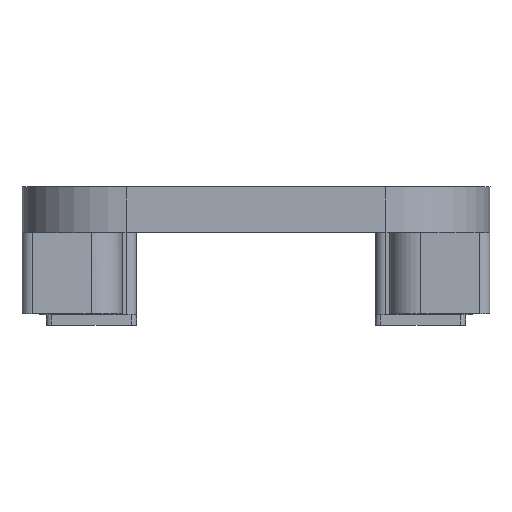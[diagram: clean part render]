
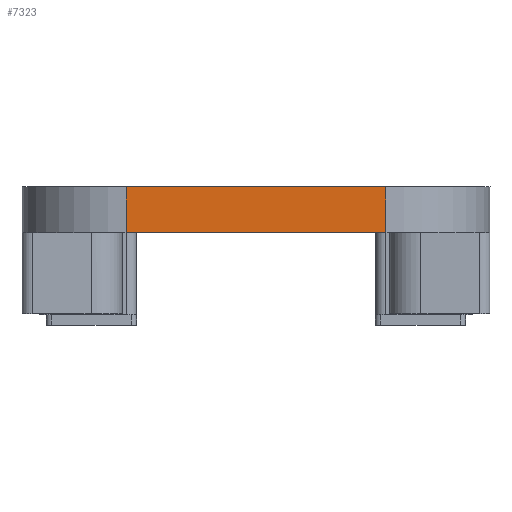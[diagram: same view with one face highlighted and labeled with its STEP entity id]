
A CAD part, top view. The second image highlights one B-rep face of the part: STEP entity #7323.
In plain terms, the highlighted planar face has unit normal (0, 0, 1).
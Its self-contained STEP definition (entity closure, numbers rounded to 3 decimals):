
#1017=FACE_OUTER_BOUND('',#1425,.T.);
#1425=EDGE_LOOP('',(#6711,#6712,#6713,#6714));
#1820=LINE('',#12148,#2491);
#2062=LINE('',#13041,#2733);
#2064=LINE('',#13049,#2735);
#2102=LINE('',#13165,#2773);
#2491=VECTOR('',#9162,10.);
#2733=VECTOR('',#9926,10.);
#2735=VECTOR('',#9936,10.);
#2773=VECTOR('',#10086,10.);
#3251=VERTEX_POINT('',#12144);
#3252=VERTEX_POINT('',#12146);
#3474=VERTEX_POINT('',#13039);
#3476=VERTEX_POINT('',#13047);
#4163=EDGE_CURVE('',#3251,#3252,#1820,.T.);
#4530=EDGE_CURVE('',#3474,#3252,#2062,.F.);
#4534=EDGE_CURVE('',#3476,#3474,#2064,.T.);
#4588=EDGE_CURVE('',#3476,#3251,#2102,.T.);
#6711=ORIENTED_EDGE('',*,*,#4530,.F.);
#6712=ORIENTED_EDGE('',*,*,#4534,.F.);
#6713=ORIENTED_EDGE('',*,*,#4588,.T.);
#6714=ORIENTED_EDGE('',*,*,#4163,.T.);
#6960=PLANE('',#8022);
#7323=ADVANCED_FACE('',(#1017),#6960,.T.);
#8022=AXIS2_PLACEMENT_3D('',#13164,#10084,#10085);
#9162=DIRECTION('',(0.,1.,0.));
#9926=DIRECTION('',(-1.,0.,0.));
#9936=DIRECTION('',(0.,1.,0.));
#10084=DIRECTION('center_axis',(0.,0.,
1.));
#10085=DIRECTION('ref_axis',(1.,0.,0.));
#10086=DIRECTION('',(1.,0.,0.));
#12144=CARTESIAN_POINT('',(32.612,11.1,63.3));
#12146=CARTESIAN_POINT('',(32.612,15.5,63.3));
#12148=CARTESIAN_POINT('',(32.612,12.1,63.3));
#13039=CARTESIAN_POINT('',(7.612,15.5,63.3));
#13041=CARTESIAN_POINT('',(8.699,15.5,63.3));
#13047=CARTESIAN_POINT('',(7.612,11.1,63.3));
#13049=CARTESIAN_POINT('',(7.612,12.1,63.3));
#13164=CARTESIAN_POINT('Origin',(-2.714,8.7,63.3));
#13165=CARTESIAN_POINT('',(8.726,11.1,63.3));
